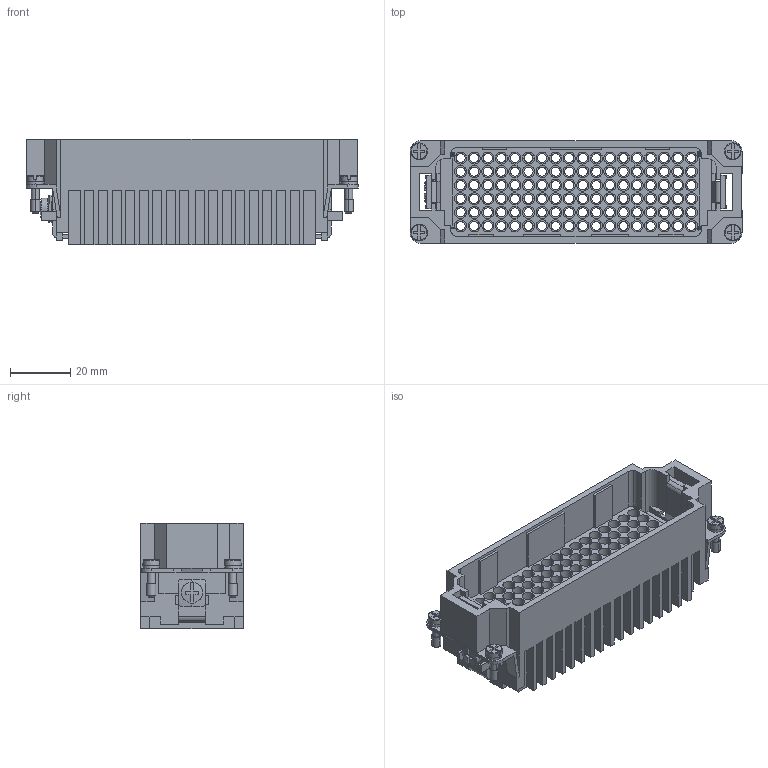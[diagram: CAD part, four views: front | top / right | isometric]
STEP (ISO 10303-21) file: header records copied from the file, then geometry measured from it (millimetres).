
FILE_DESCRIPTION(('Creo Elements/Direct Modeling STEP Export'),'2;1');
FILE_NAME('0ln7uvk46ble3dd4616','2016-12-23T10:56:27',(''),(''),'PTC Creo Elements/Direct Modeling STEP processor for AP214 (Solid Model)','PTC Creo Elements/Direct Modeling 19.0E 27-Jun-2016 (C) Parametric Technology GmbH','');
FILE_SCHEMA(('AUTOMOTIVE_DESIGN { 1 0 10303 214 1 1 1 1 }'));
Products named in the file (1): RDDM_108
Bounding box: 110.1 x 34 x 35.01 mm (x, y, z)
Volume: 40263.4 mm3; surface area: 53847.6 mm2
Topology: 1 solids, 1 shells, 1707 faces, 4244 edges, 2785 vertices
Faces by surface type: plane 819, cylinder 732, bspline 126, torus 16, cone 8, sphere 6
Entity records: 66599 total; most frequent: CARTESIAN_POINT 11043, DIRECTION 8707, ORIENTED_EDGE 8496, EDGE_CURVE 4248, AXIS2_PLACEMENT_3D 3145, VERTEX_POINT 2785, VECTOR 2417, LINE 2417
